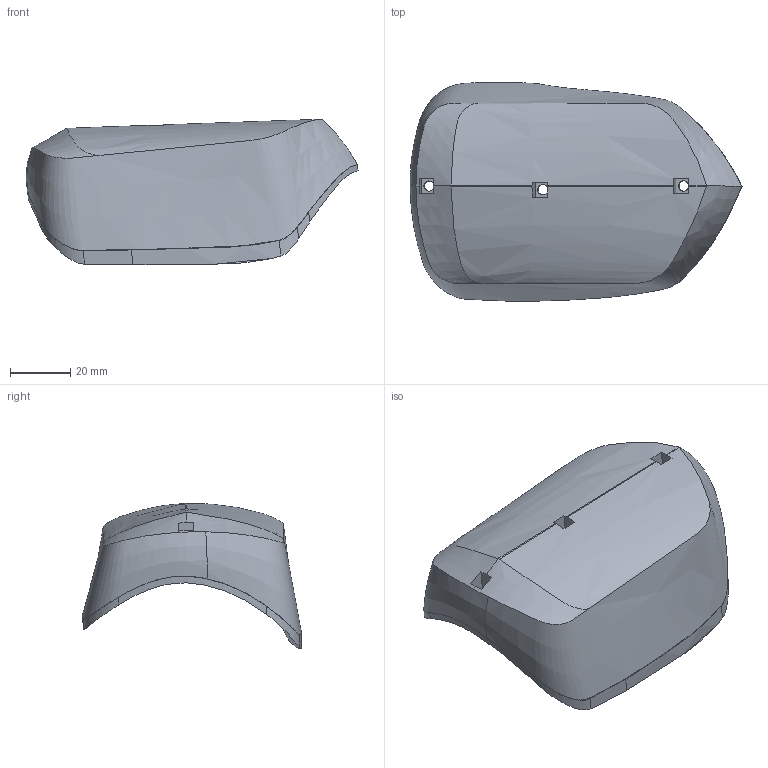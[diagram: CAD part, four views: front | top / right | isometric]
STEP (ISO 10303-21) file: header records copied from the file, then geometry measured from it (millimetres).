
FILE_DESCRIPTION (( 'STEP AP214' ), '1' );
FILE_NAME ('cover batre.STEP', '2025-05-25T21:22:47', ( '' ), ( '' ), 'SwSTEP 2.0', 'SolidWorks 2023', '' );
FILE_SCHEMA (( 'AUTOMOTIVE_DESIGN' ));
Length unit declared in the file: millimetre
Products named in the file (1): cover batre
Bounding box: 110.32 x 72.81 x 48.4 mm (x, y, z)
Volume: 21525 mm3; surface area: 28942.4 mm2
Topology: 1 solids, 1 shells, 106 faces, 330 edges, 228 vertices
Faces by surface type: bspline 64, plane 30, cylinder 12
Entity records: 19353 total; most frequent: CARTESIAN_POINT 17004, ORIENTED_EDGE 660, EDGE_CURVE 330, B_SPLINE_CURVE_WITH_KNOTS 231, VERTEX_POINT 228, DIRECTION 197, EDGE_LOOP 114, FACE_OUTER_BOUND 106
